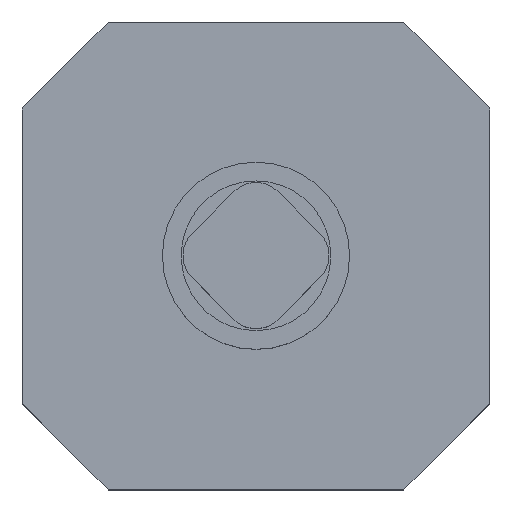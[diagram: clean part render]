
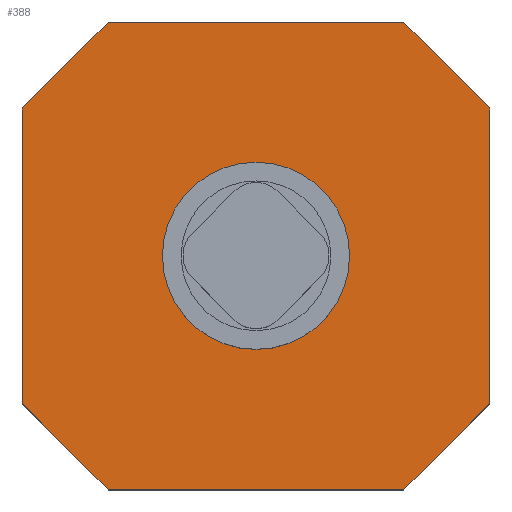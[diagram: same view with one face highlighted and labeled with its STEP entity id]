
A CAD part, top view. The second image highlights one B-rep face of the part: STEP entity #388.
In plain terms, the highlighted planar face has unit normal (0, 0, 1).
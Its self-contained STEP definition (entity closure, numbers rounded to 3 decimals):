
#176 = VERTEX_POINT('',#177);
#177 = CARTESIAN_POINT('',(-3.75,2.371,2.17));
#183 = EDGE_CURVE('',#176,#184,#186,.T.);
#184 = VERTEX_POINT('',#185);
#185 = CARTESIAN_POINT('',(-3.75,-2.371,2.17));
#186 = LINE('',#187,#188);
#187 = CARTESIAN_POINT('',(-3.75,2.371,2.17));
#188 = VECTOR('',#189,1.);
#189 = DIRECTION('',(0.,-1.,0.));
#207 = VERTEX_POINT('',#208);
#208 = CARTESIAN_POINT('',(-2.371,3.75,2.17));
#214 = EDGE_CURVE('',#207,#176,#215,.T.);
#215 = LINE('',#216,#217);
#216 = CARTESIAN_POINT('',(-2.371,3.75,2.17));
#217 = VECTOR('',#218,1.);
#218 = DIRECTION('',(-0.707,-0.707,0.));
#231 = EDGE_CURVE('',#184,#232,#234,.T.);
#232 = VERTEX_POINT('',#233);
#233 = CARTESIAN_POINT('',(-2.371,-3.75,2.17));
#234 = LINE('',#235,#236);
#235 = CARTESIAN_POINT('',(-3.75,-2.371,2.17));
#236 = VECTOR('',#237,1.);
#237 = DIRECTION('',(0.707,-0.707,0.));
#255 = VERTEX_POINT('',#256);
#256 = CARTESIAN_POINT('',(2.371,3.75,2.17));
#262 = EDGE_CURVE('',#255,#207,#263,.T.);
#263 = LINE('',#264,#265);
#264 = CARTESIAN_POINT('',(2.371,3.75,2.17));
#265 = VECTOR('',#266,1.);
#266 = DIRECTION('',(-1.,0.,0.));
#279 = EDGE_CURVE('',#232,#280,#282,.T.);
#280 = VERTEX_POINT('',#281);
#281 = CARTESIAN_POINT('',(2.371,-3.75,2.17));
#282 = LINE('',#283,#284);
#283 = CARTESIAN_POINT('',(-2.371,-3.75,2.17));
#284 = VECTOR('',#285,1.);
#285 = DIRECTION('',(1.,0.,0.));
#303 = VERTEX_POINT('',#304);
#304 = CARTESIAN_POINT('',(3.75,2.371,2.17));
#310 = EDGE_CURVE('',#303,#255,#311,.T.);
#311 = LINE('',#312,#313);
#312 = CARTESIAN_POINT('',(3.75,2.371,2.17));
#313 = VECTOR('',#314,1.);
#314 = DIRECTION('',(-0.707,0.707,0.));
#327 = EDGE_CURVE('',#280,#328,#330,.T.);
#328 = VERTEX_POINT('',#329);
#329 = CARTESIAN_POINT('',(3.75,-2.371,2.17));
#330 = LINE('',#331,#332);
#331 = CARTESIAN_POINT('',(2.371,-3.75,2.17));
#332 = VECTOR('',#333,1.);
#333 = DIRECTION('',(0.707,0.707,0.));
#351 = EDGE_CURVE('',#328,#303,#352,.T.);
#352 = LINE('',#353,#354);
#353 = CARTESIAN_POINT('',(3.75,-2.371,2.17));
#354 = VECTOR('',#355,1.);
#355 = DIRECTION('',(0.,1.,0.));
#388 = ADVANCED_FACE('',(#389,#399),#410,.T.);
#389 = FACE_BOUND('',#390,.T.);
#390 = EDGE_LOOP('',(#391,#392,#393,#394,#395,#396,#397,#398));
#391 = ORIENTED_EDGE('',*,*,#183,.T.);
#392 = ORIENTED_EDGE('',*,*,#231,.T.);
#393 = ORIENTED_EDGE('',*,*,#279,.T.);
#394 = ORIENTED_EDGE('',*,*,#327,.T.);
#395 = ORIENTED_EDGE('',*,*,#351,.T.);
#396 = ORIENTED_EDGE('',*,*,#310,.T.);
#397 = ORIENTED_EDGE('',*,*,#262,.T.);
#398 = ORIENTED_EDGE('',*,*,#214,.T.);
#399 = FACE_BOUND('',#400,.T.);
#400 = EDGE_LOOP('',(#401));
#401 = ORIENTED_EDGE('',*,*,#402,.F.);
#402 = EDGE_CURVE('',#403,#403,#405,.T.);
#403 = VERTEX_POINT('',#404);
#404 = CARTESIAN_POINT('',(1.5,0.,2.17));
#405 = CIRCLE('',#406,1.5);
#406 = AXIS2_PLACEMENT_3D('',#407,#408,#409);
#407 = CARTESIAN_POINT('',(0.,0.,2.17));
#408 = DIRECTION('',(0.,0.,1.));
#409 = DIRECTION('',(1.,0.,0.));
#410 = PLANE('',#411);
#411 = AXIS2_PLACEMENT_3D('',#412,#413,#414);
#412 = CARTESIAN_POINT('',(0.,0.,2.17)
  );
#413 = DIRECTION('',(0.,0.,1.));
#414 = DIRECTION('',(1.,0.,0.));
